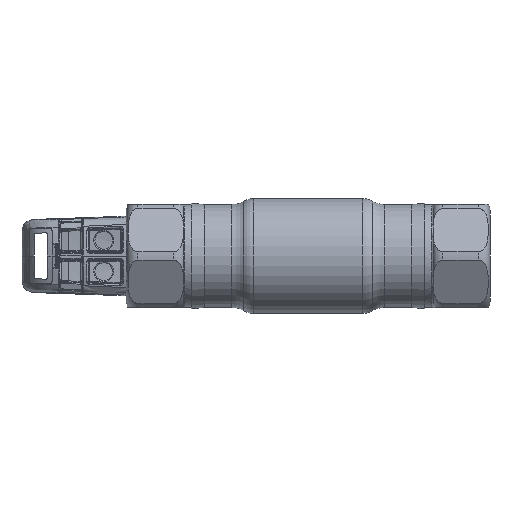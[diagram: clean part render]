
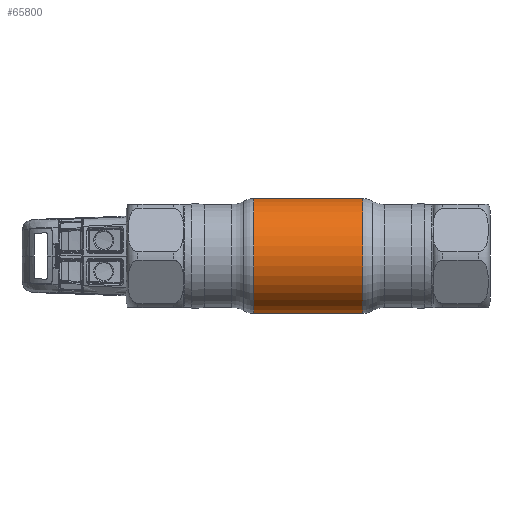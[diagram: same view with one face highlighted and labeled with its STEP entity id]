
A CAD part, front view. The second image highlights one B-rep face of the part: STEP entity #65800.
In plain terms, the highlighted cylindrical face has radius 15 mm (diameter 30 mm), a partial arc.
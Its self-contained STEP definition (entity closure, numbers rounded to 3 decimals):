
#3401 = CARTESIAN_POINT ( 'NONE',  ( -62.69, 0., 0. ) ) ;
#3437 = CARTESIAN_POINT ( 'NONE',  ( 14.285, 0., -15. ) ) ;
#3744 = CARTESIAN_POINT ( 'NONE',  ( -62.69, 0., 15. ) ) ;
#4369 = ORIENTED_EDGE ( 'NONE', *, *, #8863, .T. ) ;
#6247 = FACE_OUTER_BOUND ( 'NONE', #37639, .T. ) ;
#7070 = ORIENTED_EDGE ( 'NONE', *, *, #29069, .F. ) ;
#8863 = EDGE_CURVE ( 'NONE', #48951, #47169, #11428, .T. ) ;
#8870 = CIRCLE ( 'NONE', #47571, 15. ) ;
#11428 = LINE ( 'NONE', #3744, #52843 ) ;
#13241 = DIRECTION ( 'NONE',  ( 0., 0., 1. ) ) ;
#18062 = AXIS2_PLACEMENT_3D ( 'NONE', #24081, #58868, #18558 ) ;
#18555 = CARTESIAN_POINT ( 'NONE',  ( -62.69, 0., -15. ) ) ;
#18558 = DIRECTION ( 'NONE',  ( 0., 0., 1. ) ) ;
#18592 = ORIENTED_EDGE ( 'NONE', *, *, #64861, .T. ) ;
#20411 = DIRECTION ( 'NONE',  ( -1., 0., 0. ) ) ;
#20547 = EDGE_CURVE ( 'NONE', #63245, #47169, #46737, .T. ) ;
#24081 = CARTESIAN_POINT ( 'NONE',  ( -14.285, 0., 0. ) ) ;
#24878 = DIRECTION ( 'NONE',  ( -1., 0., 0. ) ) ;
#25079 = CARTESIAN_POINT ( 'NONE',  ( 14.285, 0., 0. ) ) ;
#29069 = EDGE_CURVE ( 'NONE', #32440, #63245, #45360, .T. ) ;
#32440 = VERTEX_POINT ( 'NONE', #3437 ) ;
#36069 = ORIENTED_EDGE ( 'NONE', *, *, #20547, .F. ) ;
#37639 = EDGE_LOOP ( 'NONE', ( #7070, #18592, #4369, #36069 ) ) ;
#45360 = LINE ( 'NONE', #18555, #51746 ) ;
#45804 = DIRECTION ( 'NONE',  ( 0., 0., 1. ) ) ;
#46737 = CIRCLE ( 'NONE', #18062, 15. ) ;
#47169 = VERTEX_POINT ( 'NONE', #58260 ) ;
#47571 = AXIS2_PLACEMENT_3D ( 'NONE', #25079, #20411, #45804 ) ;
#48951 = VERTEX_POINT ( 'NONE', #56809 ) ;
#51746 = VECTOR ( 'NONE', #64210, 1000. ) ;
#52843 = VECTOR ( 'NONE', #24878, 1000. ) ;
#53862 = CARTESIAN_POINT ( 'NONE',  ( -14.285, 0., -15. ) ) ;
#54378 = DIRECTION ( 'NONE',  ( -1., 0., 0. ) ) ;
#55627 = CYLINDRICAL_SURFACE ( 'NONE', #65131, 15. ) ;
#56809 = CARTESIAN_POINT ( 'NONE',  ( 14.285, 0., 15. ) ) ;
#58260 = CARTESIAN_POINT ( 'NONE',  ( -14.285, 0., 15. ) ) ;
#58868 = DIRECTION ( 'NONE',  ( -1., 0., 0. ) ) ;
#63245 = VERTEX_POINT ( 'NONE', #53862 ) ;
#64210 = DIRECTION ( 'NONE',  ( -1., 0., 0. ) ) ;
#64861 = EDGE_CURVE ( 'NONE', #32440, #48951, #8870, .T. ) ;
#65131 = AXIS2_PLACEMENT_3D ( 'NONE', #3401, #54378, #13241 ) ;
#65800 = ADVANCED_FACE ( 'NONE', ( #6247 ), #55627, .T. ) ;
